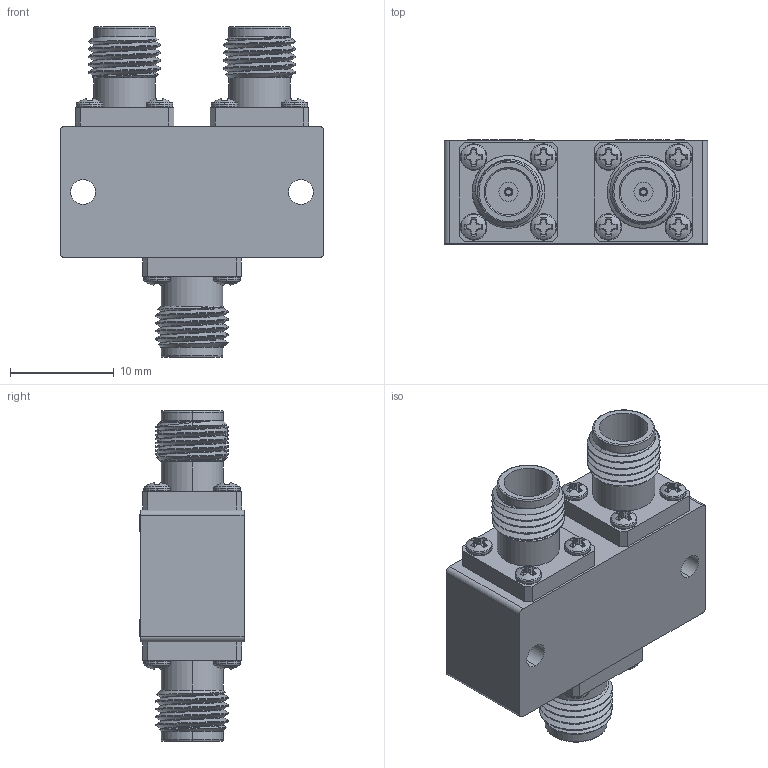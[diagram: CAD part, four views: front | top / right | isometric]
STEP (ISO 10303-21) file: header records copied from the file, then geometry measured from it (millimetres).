
FILE_DESCRIPTION (( 'STEP AP214' ), '1' );
FILE_NAME ('FMDV1265_3D.step', '2025-03-18T15:12:41', ( '' ), ( '' ), 'SwSTEP 2.0', 'SolidWorks 2022', '' );
FILE_SCHEMA (( 'AUTOMOTIVE_DESIGN' ));
Length unit declared in the file: inch
Products named in the file (3): Body^FMDV1265; FMDV1265_3D; 2.4mm FEMALE^FMDV1265
Assembly tree (4 placements, depth 2):
  FMDV1265_3D
    Body^FMDV1265
    2.4mm FEMALE^FMDV1265  x3
Bounding box: 25.4 x 10.03 x 31.85 mm (x, y, z)
Volume: 4071.9 mm3; surface area: 3510.8 mm2
Topology: 4 solids, 10 shells, 1306 faces, 3567 edges, 2365 vertices
Faces by surface type: plane 508, cylinder 485, bspline 139, cone 108, torus 54, sphere 12
Entity records: 31596 total; most frequent: CARTESIAN_POINT 16972, ORIENTED_EDGE 3386, DIRECTION 2510, EDGE_CURVE 1693, VERTEX_POINT 1127, VECTOR 868, LINE 868, AXIS2_PLACEMENT_3D 821
